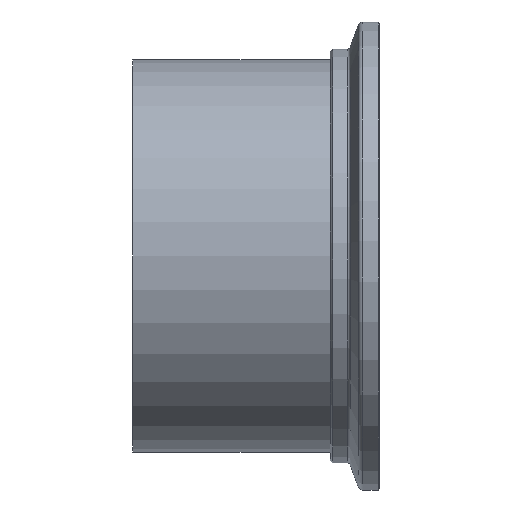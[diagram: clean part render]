
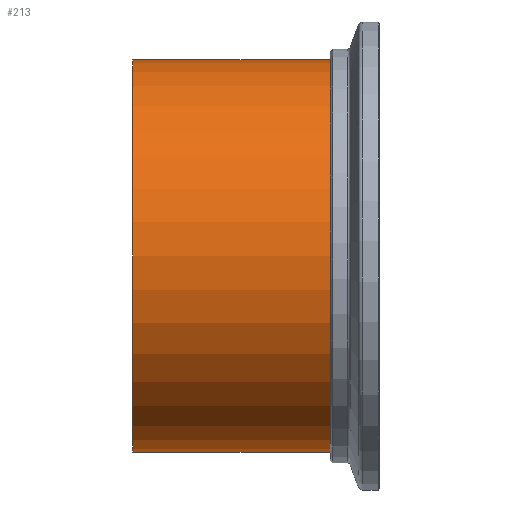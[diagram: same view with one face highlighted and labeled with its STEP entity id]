
A CAD part, front view. The second image highlights one B-rep face of the part: STEP entity #213.
In plain terms, the highlighted cylindrical face has radius 79.5 mm (diameter 159 mm), a full revolution.
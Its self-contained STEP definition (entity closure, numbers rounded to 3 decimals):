
#38=CYLINDRICAL_SURFACE('',#262,79.5);
#49=ORIENTED_EDGE('',*,*,#80,.F.);
#50=ORIENTED_EDGE('',*,*,#82,.T.);
#80=EDGE_CURVE('',#98,#98,#116,.T.);
#82=EDGE_CURVE('',#100,#100,#118,.T.);
#98=VERTEX_POINT('',#376);
#100=VERTEX_POINT('',#382);
#116=CIRCLE('',#257,79.5);
#118=CIRCLE('',#261,79.5);
#139=EDGE_LOOP('',(#49));
#140=EDGE_LOOP('',(#50));
#175=FACE_BOUND('',#139,.T.);
#176=FACE_BOUND('',#140,.T.);
#213=ADVANCED_FACE('',(#175,#176),#38,.T.);
#257=AXIS2_PLACEMENT_3D('',#375,#299,#300);
#261=AXIS2_PLACEMENT_3D('',#381,#307,#308);
#262=AXIS2_PLACEMENT_3D('',#383,#309,#310);
#299=DIRECTION('',(-1.,0.,0.));
#300=DIRECTION('',(0.,0.,1.));
#307=DIRECTION('',(-1.,0.,0.));
#308=DIRECTION('',(0.,0.,1.));
#309=DIRECTION('',(-1.,0.,0.));
#310=DIRECTION('',(0.,0.,1.));
#375=CARTESIAN_POINT('',(-42.5,0.,0.));
#376=CARTESIAN_POINT('',(-42.5,0.,79.5));
#381=CARTESIAN_POINT('',(42.5,0.,0.));
#382=CARTESIAN_POINT('',(42.5,0.,79.5));
#383=CARTESIAN_POINT('',(0.,0.,0.));
